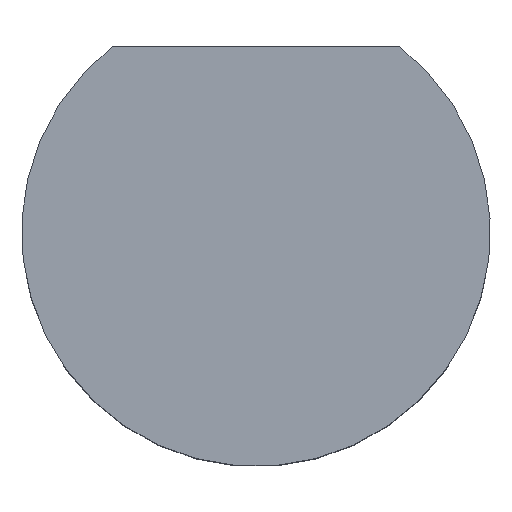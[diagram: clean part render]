
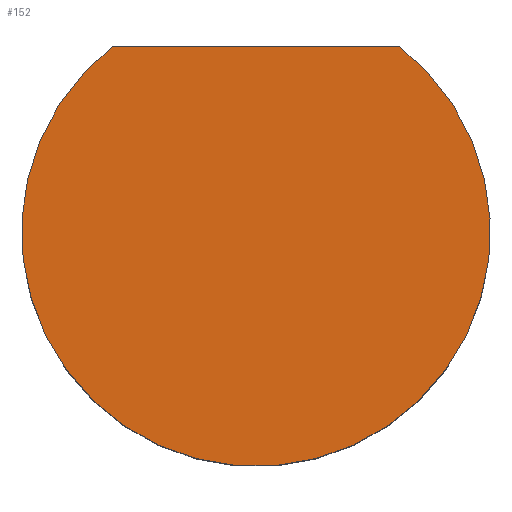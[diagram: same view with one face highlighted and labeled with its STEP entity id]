
A CAD part, top view. The second image highlights one B-rep face of the part: STEP entity #152.
In plain terms, the highlighted planar face has unit normal (0, 0, 1).
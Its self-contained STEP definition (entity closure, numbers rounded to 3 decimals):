
#27=CIRCLE($,#180,4.93);
#43=FACE_OUTER_BOUND($,#59,.T.);
#59=EDGE_LOOP($,(#119,#120));
#79=LINE($,#269,#83);
#83=VECTOR($,#209,6.006);
#87=VERTEX_POINT($,#266);
#88=VERTEX_POINT($,#268);
#99=EDGE_CURVE($,#88,#87,#79,.T.);
#102=EDGE_CURVE($,#87,#88,#27,.T.);
#119=ORIENTED_EDGE($,*,*,#102,.T.);
#120=ORIENTED_EDGE($,*,*,#99,.T.);
#140=PLANE($,#181);
#152=ADVANCED_FACE($,(#43),#140,.T.);
#180=AXIS2_PLACEMENT_3D($,#273,#215,#216);
#181=AXIS2_PLACEMENT_3D($,#274,#217,#218);
#209=DIRECTION($,(-1.,0.,0.));
#215=DIRECTION('center_axis',(0.,0.,1.));
#216=DIRECTION('ref_axis',(-0.609,0.793,0.));
#217=DIRECTION('center_axis',(0.,0.,1.));
#218=DIRECTION('ref_axis',(1.,0.,0.));
#266=CARTESIAN_POINT('',(-3.003,3.91,13.5));
#268=CARTESIAN_POINT('',(3.003,3.91,13.5));
#269=CARTESIAN_POINT($,(3.003,3.91,13.5));
#273=CARTESIAN_POINT('Origin',(0.,0.,
13.5));
#274=CARTESIAN_POINT('Origin',(0.,0.052,
13.5));
